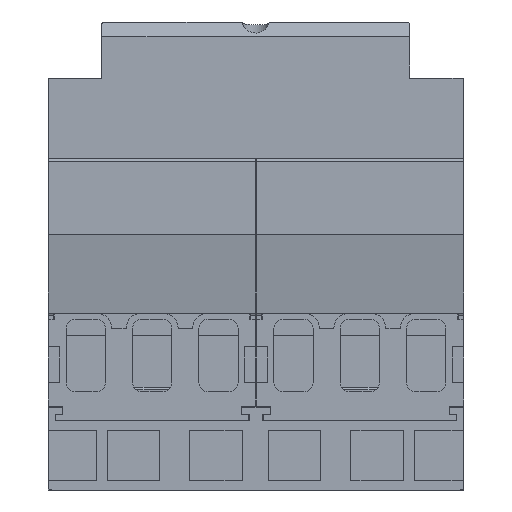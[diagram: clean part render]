
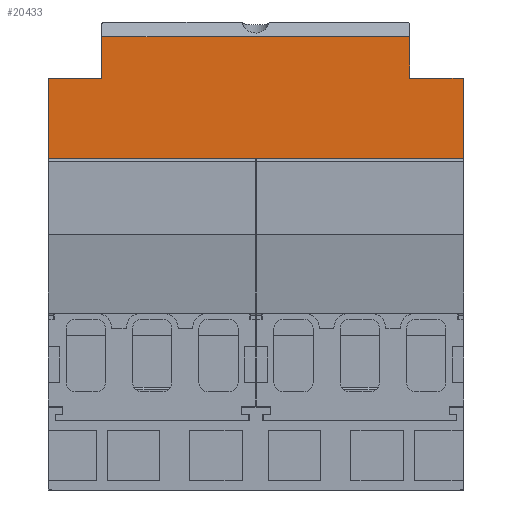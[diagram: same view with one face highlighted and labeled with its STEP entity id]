
A CAD part, front view. The second image highlights one B-rep face of the part: STEP entity #20433.
In plain terms, the highlighted planar face has unit normal (0, -1, 0).
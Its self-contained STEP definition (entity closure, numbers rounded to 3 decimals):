
#20433=ADVANCED_FACE('',(#39581),#39582,.T.);
#24553=VERTEX_POINT('',#43762);
#24557=VERTEX_POINT('',#43766);
#24559=EDGE_CURVE('',#24557,#24553,#43768,.T.);
#24563=VERTEX_POINT('',#43772);
#24565=EDGE_CURVE('',#24557,#24563,#43774,.T.);
#24569=VERTEX_POINT('',#43778);
#24571=EDGE_CURVE('',#24569,#24563,#43780,.T.);
#24851=VERTEX_POINT('',#44060);
#24855=EDGE_CURVE('',#24553,#24851,#44064,.T.);
#25537=VERTEX_POINT('',#44746);
#25541=VERTEX_POINT('',#44750);
#25543=EDGE_CURVE('',#25541,#25537,#44752,.T.);
#25547=EDGE_CURVE('',#25541,#24851,#44756,.T.);
#25549=VERTEX_POINT('',#44758);
#25551=EDGE_CURVE('',#25537,#25549,#44760,.T.);
#25553=EDGE_CURVE('',#25549,#24569,#44762,.T.);
#39581=FACE_OUTER_BOUND('',#63782,.T.);
#39582=PLANE('',#63783);
#43762=CARTESIAN_POINT('',(11.6,165.95,89.4));
#43766=CARTESIAN_POINT('',(11.6,165.95,98.388));
#43768=LINE('',#70516,#70517);
#43772=CARTESIAN_POINT('',(78.4,165.95,98.388));
#43774=LINE('',#70526,#70527);
#43778=CARTESIAN_POINT('',(78.4,165.95,89.4));
#43780=LINE('',#70536,#70537);
#44060=CARTESIAN_POINT('',(0.0,165.95,89.4));
#44064=LINE('',#70979,#70980);
#44746=CARTESIAN_POINT('',(90.0,165.95,59.9));
#44750=CARTESIAN_POINT('',(0.0,165.95,59.9));
#44752=LINE('',#72096,#72097);
#44756=LINE('',#72104,#72105);
#44758=CARTESIAN_POINT('',(90.0,165.95,89.4));
#44760=LINE('',#72110,#72111);
#44762=LINE('',#72114,#72115);
#63782=EDGE_LOOP('',(#90199,#90200,#90201,#90202,#90203,#90204,#90205,#90206));
#63783=AXIS2_PLACEMENT_3D('',#90207,#90208,#90209);
#70516=CARTESIAN_POINT('',(11.6,165.95,79.65));
#70517=VECTOR('',#92214,1.0);
#70526=CARTESIAN_POINT('',(0.0,165.95,98.388));
#70527=VECTOR('',#92216,1.0);
#70536=CARTESIAN_POINT('',(78.4,165.95,79.65));
#70537=VECTOR('',#92218,1.0);
#70979=CARTESIAN_POINT('',(0.0,165.95,89.4));
#70980=VECTOR('',#92335,1.0);
#72096=CARTESIAN_POINT('',(0.0,165.95,59.9));
#72097=VECTOR('',#92552,1.0);
#72104=CARTESIAN_POINT('',(0.0,165.95,59.9));
#72105=VECTOR('',#92554,1.0);
#72110=CARTESIAN_POINT('',(90.0,165.95,59.9));
#72111=VECTOR('',#92555,1.0);
#72114=CARTESIAN_POINT('',(45.0,165.95,89.4));
#72115=VECTOR('',#92556,1.0);
#90199=ORIENTED_EDGE('',*,*,#24571,.T.);
#90200=ORIENTED_EDGE('',*,*,#24565,.F.);
#90201=ORIENTED_EDGE('',*,*,#24559,.T.);
#90202=ORIENTED_EDGE('',*,*,#24855,.T.);
#90203=ORIENTED_EDGE('',*,*,#25547,.F.);
#90204=ORIENTED_EDGE('',*,*,#25543,.T.);
#90205=ORIENTED_EDGE('',*,*,#25551,.T.);
#90206=ORIENTED_EDGE('',*,*,#25553,.T.);
#90207=CARTESIAN_POINT('',(0.0,165.95,59.9));
#90208=DIRECTION('',(0.0,-1.0,0.0));
#90209=DIRECTION('',(0.0,0.0,1.0));
#92214=DIRECTION('',(0.0,0.0,-1.0));
#92216=DIRECTION('',(1.0,0.0,0.0));
#92218=DIRECTION('',(0.0,0.0,1.0));
#92335=DIRECTION('',(-1.0,0.0,0.0));
#92552=DIRECTION('',(1.0,0.0,0.0));
#92554=DIRECTION('',(0.0,0.0,1.0));
#92555=DIRECTION('',(0.0,0.0,1.0));
#92556=DIRECTION('',(-1.0,0.0,0.0));
